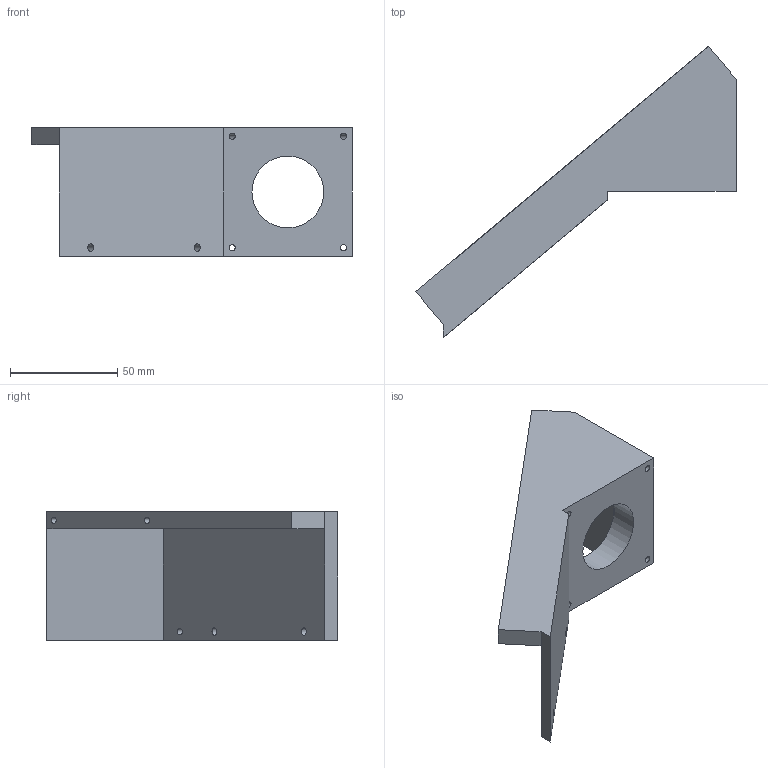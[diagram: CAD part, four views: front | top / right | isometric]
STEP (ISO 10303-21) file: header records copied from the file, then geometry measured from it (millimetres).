
FILE_DESCRIPTION(/* description */ (''),/* implementation_level */ '2;1');
FILE_NAME(/* name */ 'coin chute_a.step',/* time_stamp */ '2024-01-31T13:03:34+01:00',/* author */ (''),/* organization */ (''),/* preprocessor_version */ 'ST-DEVELOPER v20',/* originating_system */ 'Autodesk Translation Framework v12.14.0.127',/* authorisation */ '');
FILE_SCHEMA (('AUTOMOTIVE_DESIGN { 1 0 10303 214 3 1 1 }'));
Length unit declared in the file: millimetre
Products named in the file (1): coin chute_a
Bounding box: 149.47 x 135.9 x 60 mm (x, y, z)
Volume: 125538.4 mm3; surface area: 39222 mm2
Topology: 1 solids, 1 shells, 23 faces, 64 edges, 43 vertices
Faces by surface type: plane 14, cylinder 7, bspline 2
Full cylindrical faces by diameter (mm): 2.9 x4, 3.5 x2, 33.5 x1
Entity records: 833 total; most frequent: CARTESIAN_POINT 165, ORIENTED_EDGE 128, DIRECTION 128, EDGE_CURVE 64, LINE 44, VECTOR 44, VERTEX_POINT 43, AXIS2_PLACEMENT_3D 42
